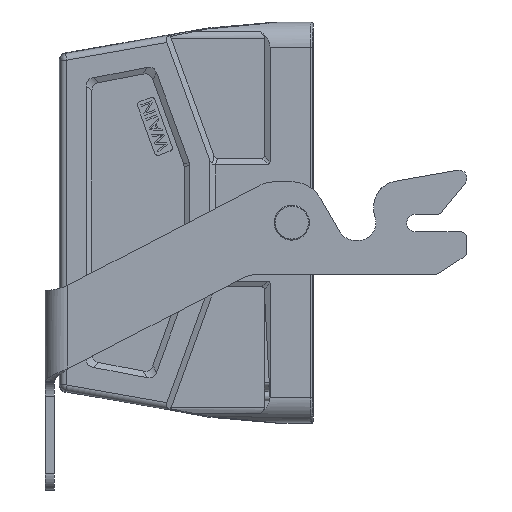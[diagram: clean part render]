
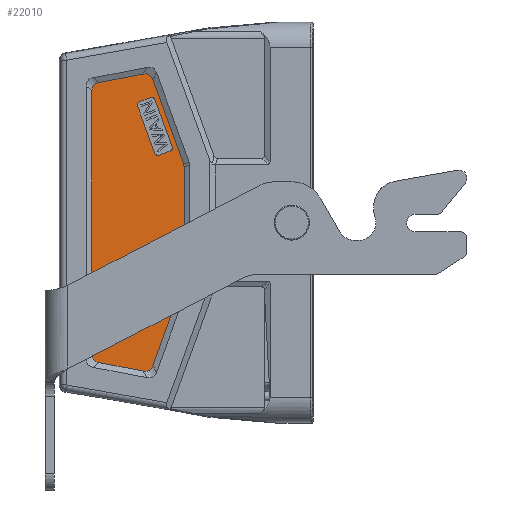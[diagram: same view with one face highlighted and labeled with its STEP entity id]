
A CAD part, left-side view. The second image highlights one B-rep face of the part: STEP entity #22010.
In plain terms, the highlighted planar face has unit normal (-1, 0, 0).
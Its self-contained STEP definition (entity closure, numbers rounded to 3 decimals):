
#7602=DIRECTION('',(0.,-0.982,0.19));
#7603=VECTOR('',#7602,13.6);
#7604=CARTESIAN_POINT('',(-21.5,9.658,41.859));
#7605=LINE('',#7604,#7603);
#7606=CARTESIAN_POINT('',(-21.5,-3.695,44.439));
#7607=CARTESIAN_POINT('',(-21.5,-4.393,44.574));
#7608=CARTESIAN_POINT('',(-21.5,-5.543,44.409));
#7609=CARTESIAN_POINT('',(-21.5,-6.275,43.507));
#7610=CARTESIAN_POINT('',(-21.5,-6.519,42.839));
#7612=DIRECTION('',(0.,-0.342,-0.94));
#7613=VECTOR('',#7612,26.85);
#7614=CARTESIAN_POINT('',(-21.5,-6.519,42.839));
#7615=LINE('',#7614,#7613);
#7616=CARTESIAN_POINT('',(-21.5,-15.702,17.609));
#7617=CARTESIAN_POINT('',(-21.5,-15.802,17.333));
#7618=CARTESIAN_POINT('',(-21.5,-15.853,17.048));
#7619=CARTESIAN_POINT('',(-21.5,-15.853,16.754));
#7621=DIRECTION('',(0.,0.,-1.));
#7622=VECTOR('',#7621,33.508);
#7623=CARTESIAN_POINT('',(-21.5,-15.853,16.754));
#7624=LINE('',#7623,#7622);
#7625=CARTESIAN_POINT('',(-21.5,-15.853,-16.754));
#7626=CARTESIAN_POINT('',(-21.5,-15.853,-17.048));
#7627=CARTESIAN_POINT('',(-21.5,-15.802,-17.333));
#7628=CARTESIAN_POINT('',(-21.5,-15.702,-17.609));
#7630=DIRECTION('',(0.,0.342,-0.94));
#7631=VECTOR('',#7630,26.85);
#7632=CARTESIAN_POINT('',(-21.5,-15.702,-17.609));
#7633=LINE('',#7632,#7631);
#7634=CARTESIAN_POINT('',(-21.5,-6.519,-42.839));
#7635=CARTESIAN_POINT('',(-21.5,-6.275,-43.507));
#7636=CARTESIAN_POINT('',(-21.5,-5.543,-44.409));
#7637=CARTESIAN_POINT('',(-21.5,-4.393,-44.574));
#7638=CARTESIAN_POINT('',(-21.5,-3.695,-44.439));
#7640=DIRECTION('',(0.,0.982,0.19));
#7641=VECTOR('',#7640,13.6);
#7642=CARTESIAN_POINT('',(-21.5,-3.695,-44.439));
#7643=LINE('',#7642,#7641);
#7644=CARTESIAN_POINT('',(-21.5,9.658,-41.859));
#7645=CARTESIAN_POINT('',(-21.5,10.333,-41.729));
#7646=CARTESIAN_POINT('',(-21.5,11.319,-41.167));
#7647=CARTESIAN_POINT('',(-21.5,11.683,-40.093));
#7648=CARTESIAN_POINT('',(-21.5,11.683,-39.405));
#7650=DIRECTION('',(0.,0.,1.));
#7651=VECTOR('',#7650,78.81);
#7652=CARTESIAN_POINT('',(-21.5,11.683,-39.405));
#7653=LINE('',#7652,#7651);
#7654=CARTESIAN_POINT('',(-21.5,11.683,39.405));
#7655=CARTESIAN_POINT('',(-21.5,11.683,40.093));
#7656=CARTESIAN_POINT('',(-21.5,11.319,41.167));
#7657=CARTESIAN_POINT('',(-21.5,10.333,41.729));
#7658=CARTESIAN_POINT('',(-21.5,9.658,41.859));
#7660=DIRECTION('',(0.,0.342,0.94));
#7661=VECTOR('',#7660,15.);
#7662=CARTESIAN_POINT('',(-21.5,-12.266,22.663));
#7663=LINE('',#7662,#7661);
#7664=CARTESIAN_POINT('',(-21.5,-6.196,36.417));
#7665=DIRECTION('',(-1.,0.,0.));
#7666=DIRECTION('',(0.,-0.94,0.342));
#7667=AXIS2_PLACEMENT_3D('',#7664,#7665,#7666);
#7669=DIRECTION('',(0.,0.94,-0.342));
#7670=VECTOR('',#7669,3.5);
#7671=CARTESIAN_POINT('',(-21.5,-5.854,37.356));
#7672=LINE('',#7671,#7670);
#7673=CARTESIAN_POINT('',(-21.5,-2.907,35.22));
#7674=DIRECTION('',(-1.,0.,0.));
#7675=DIRECTION('',(0.,0.342,0.94));
#7676=AXIS2_PLACEMENT_3D('',#7673,#7674,#7675);
#7678=CARTESIAN_POINT('',(-21.5,-2.907,35.22));
#7679=DIRECTION('',(-1.,0.,0.));
#7680=DIRECTION('',(0.,1.,0.));
#7681=AXIS2_PLACEMENT_3D('',#7678,#7679,#7680);
#7683=DIRECTION('',(0.,-0.342,-0.94));
#7684=VECTOR('',#7683,15.);
#7685=CARTESIAN_POINT('',(-21.5,-1.967,34.878));
#7686=LINE('',#7685,#7684);
#7687=CARTESIAN_POINT('',(-21.5,-8.037,21.124));
#7688=DIRECTION('',(-1.,0.,0.));
#7689=DIRECTION('',(0.,0.94,-0.342));
#7690=AXIS2_PLACEMENT_3D('',#7687,#7688,#7689);
#7692=DIRECTION('',(0.,-0.94,0.342));
#7693=VECTOR('',#7692,3.5);
#7694=CARTESIAN_POINT('',(-21.5,-8.379,20.185));
#7695=LINE('',#7694,#7693);
#7696=CARTESIAN_POINT('',(-21.5,-11.326,22.321));
#7697=DIRECTION('',(-1.,0.,0.));
#7698=DIRECTION('',(0.,-0.342,-0.94));
#7699=AXIS2_PLACEMENT_3D('',#7696,#7697,#7698);
#7701=CARTESIAN_POINT('',(-21.5,-11.326,22.321));
#7702=DIRECTION('',(-1.,0.,0.));
#7703=DIRECTION('',(0.,-1.,0.));
#7704=AXIS2_PLACEMENT_3D('',#7701,#7702,#7703);
#9830=CARTESIAN_POINT('',(-21.5,-15.853,16.754));
#9831=VERTEX_POINT('',#9830);
#9832=VERTEX_POINT('',#7616);
#9833=CARTESIAN_POINT('',(-21.5,-15.853,-16.754));
#9834=VERTEX_POINT('',#9833);
#9835=CARTESIAN_POINT('',(-21.5,-15.702,-17.609));
#9836=VERTEX_POINT('',#9835);
#9837=CARTESIAN_POINT('',(-21.5,-6.519,-42.839));
#9838=VERTEX_POINT('',#9837);
#9839=CARTESIAN_POINT('',(-21.5,-3.695,-44.439));
#9840=VERTEX_POINT('',#9839);
#9841=CARTESIAN_POINT('',(-21.5,9.658,-41.859));
#9842=VERTEX_POINT('',#9841);
#9843=CARTESIAN_POINT('',(-21.5,11.683,-39.405));
#9844=VERTEX_POINT('',#9843);
#9845=CARTESIAN_POINT('',(-21.5,11.683,39.405));
#9846=VERTEX_POINT('',#9845);
#9847=CARTESIAN_POINT('',(-21.5,9.658,41.859));
#9848=VERTEX_POINT('',#9847);
#9849=CARTESIAN_POINT('',(-21.5,-3.695,44.439));
#9850=VERTEX_POINT('',#9849);
#9851=CARTESIAN_POINT('',(-21.5,-6.519,42.839));
#9852=VERTEX_POINT('',#9851);
#9853=CARTESIAN_POINT('',(-21.5,-12.266,22.663));
#9854=CARTESIAN_POINT('',(-21.5,-7.136,36.759));
#9855=VERTEX_POINT('',#9853);
#9856=VERTEX_POINT('',#9854);
#9857=CARTESIAN_POINT('',(-21.5,-5.854,37.356));
#9858=VERTEX_POINT('',#9857);
#9859=CARTESIAN_POINT('',(-21.5,-2.565,36.159));
#9860=VERTEX_POINT('',#9859);
#9861=CARTESIAN_POINT('',(-21.5,-1.907,35.22));
#9862=VERTEX_POINT('',#9861);
#9863=CARTESIAN_POINT('',(-21.5,-1.967,34.878));
#9864=VERTEX_POINT('',#9863);
#9865=CARTESIAN_POINT('',(-21.5,-7.098,20.782));
#9866=VERTEX_POINT('',#9865);
#9867=CARTESIAN_POINT('',(-21.5,-8.379,20.185));
#9868=VERTEX_POINT('',#9867);
#9869=CARTESIAN_POINT('',(-21.5,-11.668,21.382));
#9870=VERTEX_POINT('',#9869);
#9871=CARTESIAN_POINT('',(-21.5,-12.326,22.321));
#9872=VERTEX_POINT('',#9871);
#21969=CARTESIAN_POINT('',(-21.5,-17.585,48.886));
#21970=DIRECTION('',(-1.,0.,0.));
#21971=DIRECTION('',(0.,-1.,0.));
#21972=AXIS2_PLACEMENT_3D('',#21969,#21970,#21971);
#21973=PLANE('',#21972);
#21974=ORIENTED_EDGE('',*,*,#21936,.T.);
#21975=ORIENTED_EDGE('',*,*,#21950,.T.);
#21976=ORIENTED_EDGE('',*,*,#21963,.T.);
#21977=ORIENTED_EDGE('',*,*,#21809,.T.);
#21978=ORIENTED_EDGE('',*,*,#21824,.T.);
#21979=ORIENTED_EDGE('',*,*,#21838,.T.);
#21980=ORIENTED_EDGE('',*,*,#21852,.T.);
#21981=ORIENTED_EDGE('',*,*,#21866,.T.);
#21982=ORIENTED_EDGE('',*,*,#21880,.T.);
#21983=ORIENTED_EDGE('',*,*,#21894,.T.);
#21984=ORIENTED_EDGE('',*,*,#21908,.T.);
#21985=ORIENTED_EDGE('',*,*,#21922,.T.);
#21986=EDGE_LOOP('',(#21974,#21975,#21976,#21977,#21978,#21979,#21980,#21981,
#21982,#21983,#21984,#21985));
#21987=FACE_OUTER_BOUND('',#21986,.F.);
#21989=ORIENTED_EDGE('',*,*,#21988,.T.);
#21991=ORIENTED_EDGE('',*,*,#21990,.T.);
#21993=ORIENTED_EDGE('',*,*,#21992,.T.);
#21995=ORIENTED_EDGE('',*,*,#21994,.T.);
#21997=ORIENTED_EDGE('',*,*,#21996,.T.);
#21999=ORIENTED_EDGE('',*,*,#21998,.T.);
#22001=ORIENTED_EDGE('',*,*,#22000,.T.);
#22003=ORIENTED_EDGE('',*,*,#22002,.T.);
#22005=ORIENTED_EDGE('',*,*,#22004,.T.);
#22007=ORIENTED_EDGE('',*,*,#22006,.T.);
#22008=EDGE_LOOP('',(#21989,#21991,#21993,#21995,#21997,#21999,#22001,#22003,
#22005,#22007));
#22009=FACE_BOUND('',#22008,.F.);
#22010=ADVANCED_FACE('',(#21987,#22009),#21973,.T.);
#7611=B_SPLINE_CURVE_WITH_KNOTS('',3,(#7606,#7607,#7608,#7609,#7610),
.UNSPECIFIED.,.F.,.F.,(4,1,4),(0.,0.5,1.),.UNSPECIFIED.);
#7620=B_SPLINE_CURVE_WITH_KNOTS('',3,(#7616,#7617,#7618,#7619),.UNSPECIFIED.,
.F.,.F.,(4,4),(0.,1.),.UNSPECIFIED.);
#7629=B_SPLINE_CURVE_WITH_KNOTS('',3,(#7625,#7626,#7627,#7628),.UNSPECIFIED.,
.F.,.F.,(4,4),(0.,1.),.UNSPECIFIED.);
#7639=B_SPLINE_CURVE_WITH_KNOTS('',3,(#7634,#7635,#7636,#7637,#7638),
.UNSPECIFIED.,.F.,.F.,(4,1,4),(0.,0.5,1.),.UNSPECIFIED.);
#7649=B_SPLINE_CURVE_WITH_KNOTS('',3,(#7644,#7645,#7646,#7647,#7648),
.UNSPECIFIED.,.F.,.F.,(4,1,4),(0.,0.5,1.),.UNSPECIFIED.);
#7659=B_SPLINE_CURVE_WITH_KNOTS('',3,(#7654,#7655,#7656,#7657,#7658),
.UNSPECIFIED.,.F.,.F.,(4,1,4),(0.,0.5,1.),.UNSPECIFIED.);
#7668=CIRCLE('',#7667,1.);
#7677=CIRCLE('',#7676,1.);
#7682=CIRCLE('',#7681,1.);
#7691=CIRCLE('',#7690,1.);
#7700=CIRCLE('',#7699,1.);
#7705=CIRCLE('',#7704,1.);
#21809=EDGE_CURVE('',#9832,#9831,#7620,.T.);
#21824=EDGE_CURVE('',#9831,#9834,#7624,.T.);
#21838=EDGE_CURVE('',#9834,#9836,#7629,.T.);
#21852=EDGE_CURVE('',#9836,#9838,#7633,.T.);
#21866=EDGE_CURVE('',#9838,#9840,#7639,.T.);
#21880=EDGE_CURVE('',#9840,#9842,#7643,.T.);
#21894=EDGE_CURVE('',#9842,#9844,#7649,.T.);
#21908=EDGE_CURVE('',#9844,#9846,#7653,.T.);
#21922=EDGE_CURVE('',#9846,#9848,#7659,.T.);
#21936=EDGE_CURVE('',#9848,#9850,#7605,.T.);
#21950=EDGE_CURVE('',#9850,#9852,#7611,.T.);
#21963=EDGE_CURVE('',#9852,#9832,#7615,.T.);
#21988=EDGE_CURVE('',#9855,#9856,#7663,.T.);
#21990=EDGE_CURVE('',#9856,#9858,#7668,.T.);
#21992=EDGE_CURVE('',#9858,#9860,#7672,.T.);
#21994=EDGE_CURVE('',#9860,#9862,#7677,.T.);
#21996=EDGE_CURVE('',#9862,#9864,#7682,.T.);
#21998=EDGE_CURVE('',#9864,#9866,#7686,.T.);
#22000=EDGE_CURVE('',#9866,#9868,#7691,.T.);
#22002=EDGE_CURVE('',#9868,#9870,#7695,.T.);
#22004=EDGE_CURVE('',#9870,#9872,#7700,.T.);
#22006=EDGE_CURVE('',#9872,#9855,#7705,.T.);
